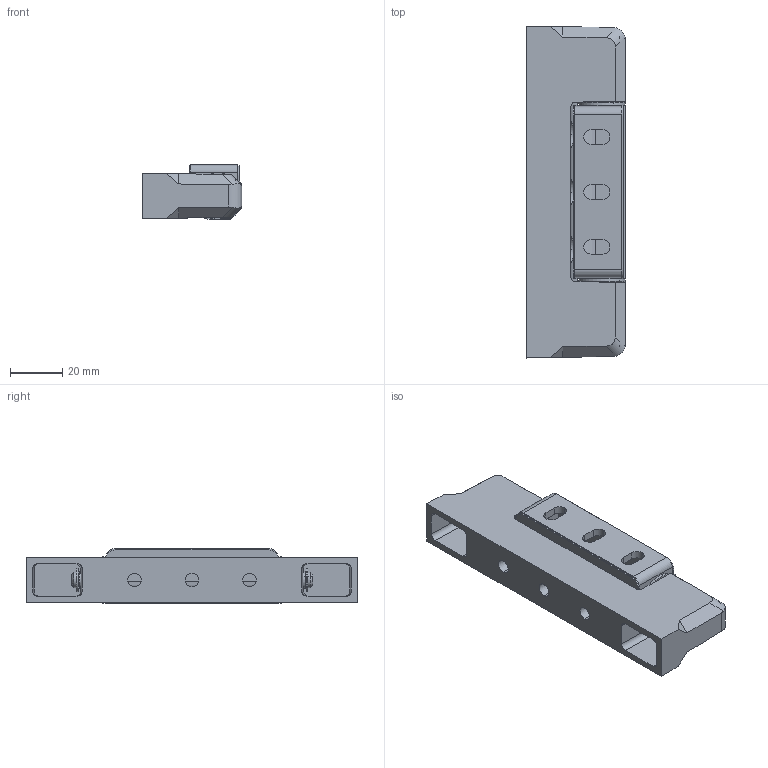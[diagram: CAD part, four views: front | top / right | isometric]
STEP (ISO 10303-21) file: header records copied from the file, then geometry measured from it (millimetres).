
FILE_DESCRIPTION (( 'STEP AP203' ), '1' );
FILE_NAME ('FB-1613-3.STEP', '2014-02-26T06:28:12', ( '' ), ( '' ), 'SwSTEP 2.0', 'SolidWorks 2012', '' );
FILE_SCHEMA (( 'CONFIG_CONTROL_DESIGN' ));
Length unit declared in the file: millimetre
Products named in the file (6): FB-1613-3; FB-1613シャフト_; FB-1613ワッシャー_; FB-1613カバー_; FB-1613取付板_; FB-1613本体__FB-1613-3
Assembly tree (7 placements, depth 2):
  FB-1613-3
    FB-1613本体__FB-1613-3
    FB-1613取付板_
    FB-1613カバー_
    FB-1613ワッシャー_  x2
    FB-1613シャフト_  x2
Bounding box: 38 x 127 x 21 mm (x, y, z)
Volume: 45905.2 mm3; surface area: 31077.3 mm2
Topology: 7 solids, 7 shells, 183 faces, 470 edges, 308 vertices
Faces by surface type: plane 89, cylinder 84, cone 10
Entity records: 5848 total; most frequent: CARTESIAN_POINT 1195, ORIENTED_EDGE 848, DIRECTION 812, EDGE_CURVE 424, VERTEX_POINT 278, AXIS2_PLACEMENT_3D 271, VECTOR 270, LINE 270
